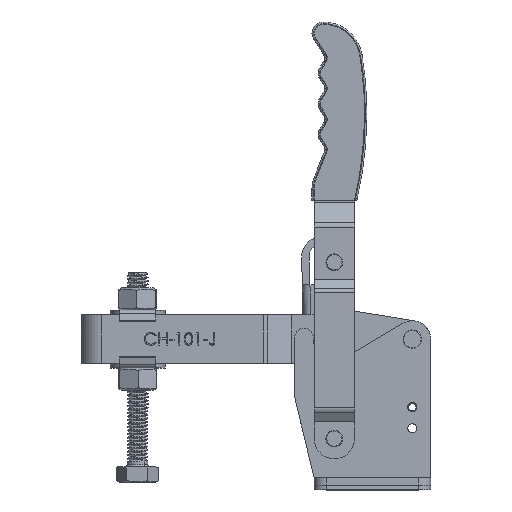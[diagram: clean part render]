
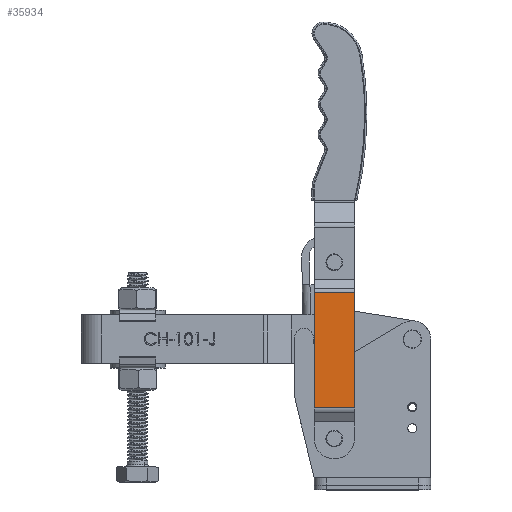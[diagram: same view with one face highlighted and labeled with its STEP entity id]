
A CAD part, top view. The second image highlights one B-rep face of the part: STEP entity #35934.
In plain terms, the highlighted face is planar.
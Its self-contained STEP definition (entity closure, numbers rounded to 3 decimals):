
#17394 = CARTESIAN_POINT ( 'NONE',  ( -108.4, -30.002, 0. ) ) ;
#17395 = DIRECTION ( 'NONE',  ( -1., 0., 0. ) ) ;
#17396 = VECTOR ( 'NONE', #17395, 1000. ) ;
#17397 = CARTESIAN_POINT ( 'NONE',  ( -33.2, -30.002, 0. ) ) ;
#17398 = LINE ( 'NONE', #17397, #17396 ) ;
#17399 = CARTESIAN_POINT ( 'NONE',  ( -33.2, -30.002, 0. ) ) ;
#17727 = CARTESIAN_POINT ( 'NONE',  ( -108.4, -30.002, 26.4 ) ) ;
#17827 = CARTESIAN_POINT ( 'NONE',  ( -33.2, -30.002, 26.4 ) ) ;
#17828 = DIRECTION ( 'NONE',  ( 1., 0., 0. ) ) ;
#17829 = VECTOR ( 'NONE', #17828, 1000. ) ;
#17830 = CARTESIAN_POINT ( 'NONE',  ( -33.2, -30.002, 26.4 ) ) ;
#17831 = LINE ( 'NONE', #17830, #17829 ) ;
#18698 = DIRECTION ( 'NONE',  ( 0., 0., -1. ) ) ;
#18699 = VECTOR ( 'NONE', #18698, 1000. ) ;
#18700 = CARTESIAN_POINT ( 'NONE',  ( -108.4, -30.002, 35. ) ) ;
#18701 = LINE ( 'NONE', #18700, #18699 ) ;
#18702 = DIRECTION ( 'NONE',  ( 0., 0., -1. ) ) ;
#18703 = DIRECTION ( 'NONE',  ( 0., 1., 0. ) ) ;
#18704 = CARTESIAN_POINT ( 'NONE',  ( -33.2, -30.002, 35. ) ) ;
#18705 = AXIS2_PLACEMENT_3D ( 'NONE', #18704, #18703, #18702 ) ;
#18706 = PLANE ( 'NONE',  #18705 ) ;
#18707 = FACE_OUTER_BOUND ( 'NONE', #35977, .T. ) ;
#18734 = DIRECTION ( 'NONE',  ( 0., 0., -1. ) ) ;
#18735 = VECTOR ( 'NONE', #18734, 1000. ) ;
#18736 = CARTESIAN_POINT ( 'NONE',  ( -33.2, -30.002, 35. ) ) ;
#18737 = LINE ( 'NONE', #18736, #18735 ) ;
#34703 = VERTEX_POINT ( 'NONE', #17399 ) ;
#34705 = EDGE_CURVE ( 'NONE', #34703, #34706, #17398, .T. ) ;
#34706 = VERTEX_POINT ( 'NONE', #17394 ) ;
#35053 = VERTEX_POINT ( 'NONE', #17727 ) ;
#35155 = EDGE_CURVE ( 'NONE', #35053, #35157, #17831, .T. ) ;
#35157 = VERTEX_POINT ( 'NONE', #17827 ) ;
#35934 = ADVANCED_FACE ( 'NONE', ( #18707 ), #18706, .F. ) ;
#35937 = ORIENTED_EDGE ( 'NONE', *, *, #35939, .T. ) ;
#35939 = EDGE_CURVE ( 'NONE', #35053, #34706, #18701, .T. ) ;
#35942 = ORIENTED_EDGE ( 'NONE', *, *, #34705, .F. ) ;
#35944 = ORIENTED_EDGE ( 'NONE', *, *, #35972, .F. ) ;
#35946 = ORIENTED_EDGE ( 'NONE', *, *, #35155, .F. ) ;
#35972 = EDGE_CURVE ( 'NONE', #35157, #34703, #18737, .T. ) ;
#35977 = EDGE_LOOP ( 'NONE', ( #35937, #35942, #35944, #35946 ) ) ;
